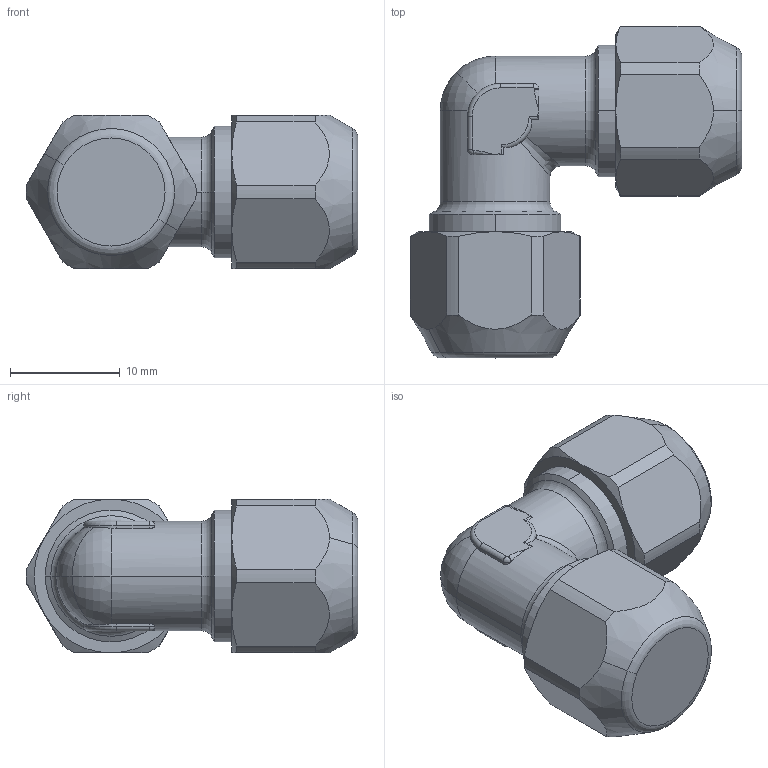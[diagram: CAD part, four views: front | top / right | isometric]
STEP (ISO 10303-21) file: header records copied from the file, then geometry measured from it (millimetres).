
FILE_DESCRIPTION (( 'STEP AP214' ), '1' );
FILE_NAME ('6113000005A.step', '2012-10-16T17:30:35', ( '' ), ( '' ), 'SwSTEP 2.0', 'SolidWorks 2012', '' );
FILE_SCHEMA (( 'AUTOMOTIVE_DESIGN' ));
Length unit declared in the file: millimetre
Products named in the file (1): 6113000005A
Bounding box: 30.25 x 30.25 x 14 mm (x, y, z)
Volume: 5456.3 mm3; surface area: 2096.9 mm2
Topology: 1 solids, 1 shells, 115 faces, 294 edges, 175 vertices
Faces by surface type: cylinder 40, plane 26, torus 20, cone 20, bspline 9
Entity records: 3922 total; most frequent: CARTESIAN_POINT 1267, ORIENTED_EDGE 572, DIRECTION 538, EDGE_CURVE 286, AXIS2_PLACEMENT_3D 229, VERTEX_POINT 175, CIRCLE 122, EDGE_LOOP 117
